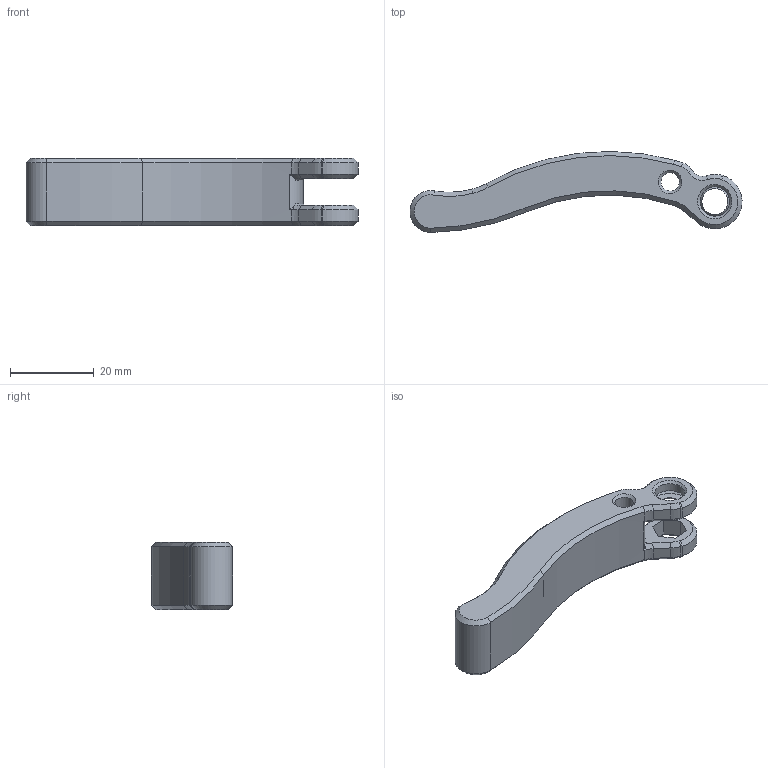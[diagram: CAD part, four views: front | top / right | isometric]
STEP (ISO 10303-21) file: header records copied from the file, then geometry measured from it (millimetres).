
FILE_DESCRIPTION(/* description */ ('','CAx-IF Rec.Pracs.---Representation and Presentation of Product Manufacturing Information (PMI)---4.0---2014-10-13'),/* implementation_level */ '2;1');
FILE_NAME(/* name */ 'OSSM - Base - PitClamp Mini_Handle_step.stp',/* time_stamp */ '2025-01-20T19:51:01-05:00',/* author */ (''),/* organization */ (''),/* preprocessor_version */ 'ST-DEVELOPER v20',/* originating_system */ 'Autodesk Translation Framework v13.20.0.188',/* authorisation */ '');
FILE_SCHEMA (('AP242_MANAGED_MODEL_BASED_3D_ENGINEERING_MIM_LF { 1 0 10303 442 1 1 4 }'));
Length unit declared in the file: millimetre
Products named in the file (1): Handle
Bounding box: 79.28 x 19.34 x 16 mm (x, y, z)
Volume: 11316.4 mm3; surface area: 4581.7 mm2
Topology: 1 solids, 1 shells, 109 faces, 261 edges, 154 vertices
Faces by surface type: cone 47, plane 37, cylinder 23, bspline 2
Full cylindrical faces by diameter (mm): 4.4 x1, 7.1 x1
Entity records: 3247 total; most frequent: CARTESIAN_POINT 693, DIRECTION 533, ORIENTED_EDGE 522, EDGE_CURVE 261, AXIS2_PLACEMENT_3D 200, VERTEX_POINT 154, LINE 133, VECTOR 133
